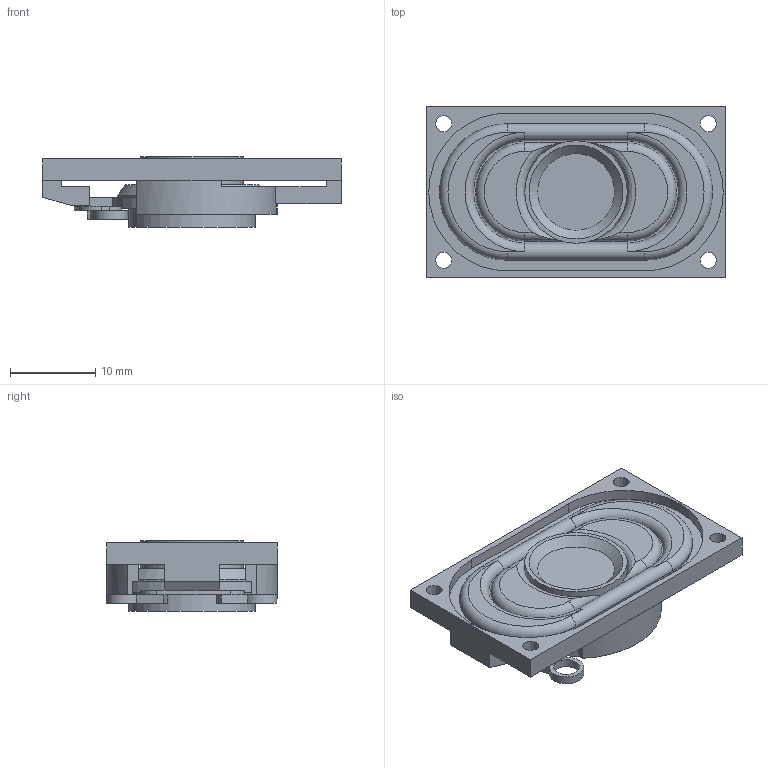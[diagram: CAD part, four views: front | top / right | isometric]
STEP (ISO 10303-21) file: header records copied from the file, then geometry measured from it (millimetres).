
FILE_DESCRIPTION(/* description */ ('Alibre Inc.'),/* implementation_level */ '2;1');
FILE_NAME(/* name */ 'export0',/* time_stamp */ '2018-08-19T07:50:05-05:00',/* author */ (''),/* organization */ (''),/* preprocessor_version */ 'ST-DEVELOPER v17',/* originating_system */ 'Alibre',/* authorisation */ '');
FILE_SCHEMA (('CONFIG_CONTROL_DESIGN'));
Length unit declared in the file: centimetre
Products named in the file (6): ID_1; ID_2; ID_3; ID_4; ID_5; ID_6
Bounding box: 35 x 20 x 8.25 mm (x, y, z)
Volume: 2492.1 mm3; surface area: 3635.9 mm2
Topology: 6 solids, 6 shells, 120 faces, 310 edges, 201 vertices
Faces by surface type: plane 74, cylinder 36, torus 8, cone 2
Full cylindrical faces by diameter (mm): 1.85 x4, 3 x2, 12 x2, 14.8 x1, 17.5 x1
Entity records: 3865 total; most frequent: CARTESIAN_POINT 608, ORIENTED_EDGE 566, DIRECTION 499, EDGE_CURVE 279, AXIS2_PLACEMENT_3D 206, VERTEX_POINT 186, VECTOR 152, LINE 152
